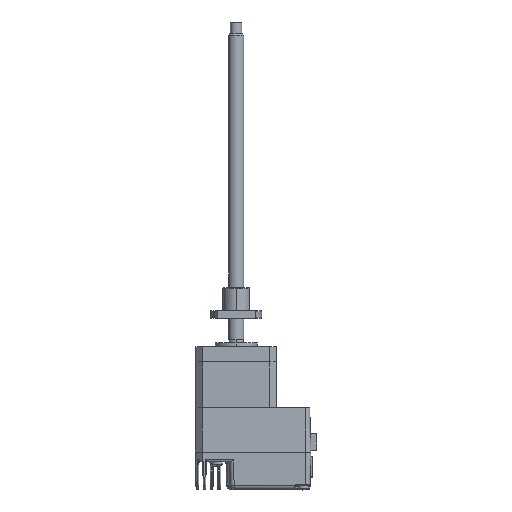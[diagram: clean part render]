
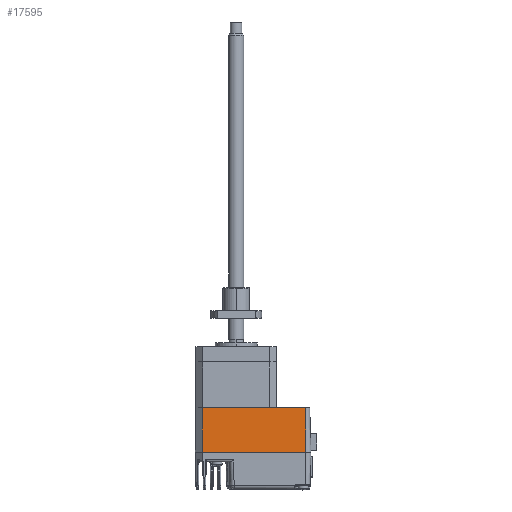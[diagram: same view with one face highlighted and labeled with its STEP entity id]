
A CAD part, top view. The second image highlights one B-rep face of the part: STEP entity #17595.
In plain terms, the highlighted planar face has unit normal (0, 0.026, 1).
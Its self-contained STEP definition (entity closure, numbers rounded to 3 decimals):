
#690 = DIRECTION ( 'NONE',  ( 1., 0., 0. ) ) ;
#940 = DIRECTION ( 'NONE',  ( -0.011, -1., 0.026 ) ) ;
#1431 = VECTOR ( 'NONE', #13912, 1000. ) ;
#1497 = CARTESIAN_POINT ( 'NONE',  ( -14.081, -50.908, 75.65 ) ) ;
#1722 = CARTESIAN_POINT ( 'NONE',  ( -14.081, -50.908, 75.65 ) ) ;
#1858 = EDGE_CURVE ( 'NONE', #12705, #13962, #4486, .T. ) ;
#2116 = ORIENTED_EDGE ( 'NONE', *, *, #5199, .T. ) ;
#2480 = VERTEX_POINT ( 'NONE', #8451 ) ;
#2780 = EDGE_CURVE ( 'NONE', #16671, #2480, #14400, .T. ) ;
#4486 = LINE ( 'NONE', #14482, #11425 ) ;
#4648 = PLANE ( 'NONE',  #17430 ) ;
#4929 = DIRECTION ( 'NONE',  ( 0., 1., -0.026 ) ) ;
#5030 = CARTESIAN_POINT ( 'NONE',  ( -14.081, -50.908, 75.65 ) ) ;
#5199 = EDGE_CURVE ( 'NONE', #2480, #12705, #10604, .T. ) ;
#6074 = DIRECTION ( 'NONE',  ( 0., 0.026, 1. ) ) ;
#6952 = VECTOR ( 'NONE', #690, 1000. ) ;
#7065 = ORIENTED_EDGE ( 'NONE', *, *, #1858, .T. ) ;
#8451 = CARTESIAN_POINT ( 'NONE',  ( -14.336, -74.408, 76.265 ) ) ;
#8837 = EDGE_LOOP ( 'NONE', ( #13359, #16399, #2116, #7065 ) ) ;
#9474 = EDGE_CURVE ( 'NONE', #13962, #16671, #12424, .T. ) ;
#10604 = LINE ( 'NONE', #15621, #6952 ) ;
#10727 = VECTOR ( 'NONE', #940, 1000. ) ;
#11425 = VECTOR ( 'NONE', #4929, 1000. ) ;
#12424 = LINE ( 'NONE', #1497, #1431 ) ;
#12705 = VERTEX_POINT ( 'NONE', #15234 ) ;
#13359 = ORIENTED_EDGE ( 'NONE', *, *, #9474, .T. ) ;
#13912 = DIRECTION ( 'NONE',  ( -1., 0., 0. ) ) ;
#13962 = VERTEX_POINT ( 'NONE', #15990 ) ;
#14323 = CARTESIAN_POINT ( 'NONE',  ( -14.081, -50.908, 75.65 ) ) ;
#14400 = LINE ( 'NONE', #5030, #10727 ) ;
#14482 = CARTESIAN_POINT ( 'NONE',  ( 40.319, -50.908, 75.65 ) ) ;
#15234 = CARTESIAN_POINT ( 'NONE',  ( 40.319, -74.408, 76.265 ) ) ;
#15621 = CARTESIAN_POINT ( 'NONE',  ( -14.081, -74.408, 76.265 ) ) ;
#15655 = FACE_OUTER_BOUND ( 'NONE', #8837, .T. ) ;
#15727 = DIRECTION ( 'NONE',  ( 0., -1., 0.026 ) ) ;
#15990 = CARTESIAN_POINT ( 'NONE',  ( 40.319, -50.908, 75.65 ) ) ;
#16399 = ORIENTED_EDGE ( 'NONE', *, *, #2780, .T. ) ;
#16671 = VERTEX_POINT ( 'NONE', #1722 ) ;
#17430 = AXIS2_PLACEMENT_3D ( 'NONE', #14323, #6074, #15727 ) ;
#17595 = ADVANCED_FACE ( 'NONE', ( #15655 ), #4648, .T. ) ;
